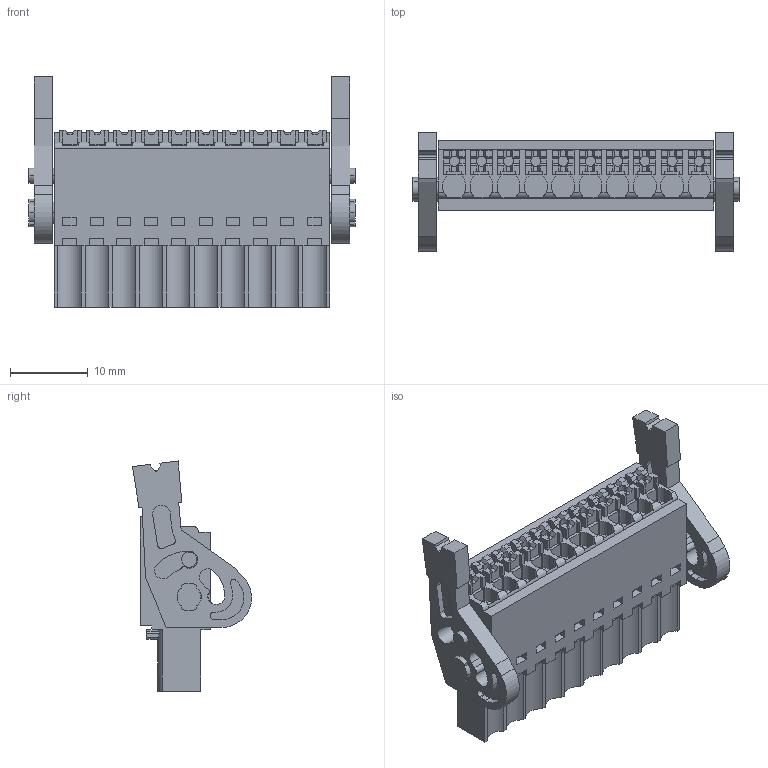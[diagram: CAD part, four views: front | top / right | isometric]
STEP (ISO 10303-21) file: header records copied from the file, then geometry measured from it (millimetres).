
FILE_DESCRIPTION(('CATIA V5R24 STEP','CAx-IF Rec.Pracs.--- Model Styling and Organization---1.2---2011-12-15'),'2;1');
FILE_NAME ('D1463148_0', '2018-03-16T13:02:36+00:00', ('Weidmueller Interface'), ('Weidmueller'), 'CATIA Version 5-6 Release 2014 SP4 HF52', 'CATIA V5 STEP AP214', 'none');
FILE_SCHEMA(('AUTOMOTIVE_DESIGN { 1 0 10303 214 1 1 1 1 }'));
Length unit declared in the file: millimetre
Products named in the file (1): 2538090000
Bounding box: 41.9 x 15.3 x 29.59 mm (x, y, z)
Volume: 5879.9 mm3; surface area: 5505.1 mm2
Topology: 13 solids, 13 shells, 1108 faces, 3211 edges, 2161 vertices
Faces by surface type: plane 931, cylinder 177
Entity records: 34468 total; most frequent: CARTESIAN_POINT 7077, ORIENTED_EDGE 6422, DIRECTION 4428, EDGE_CURVE 3211, VECTOR 2567, LINE 2567, VERTEX_POINT 2161, EDGE_LOOP 1172
